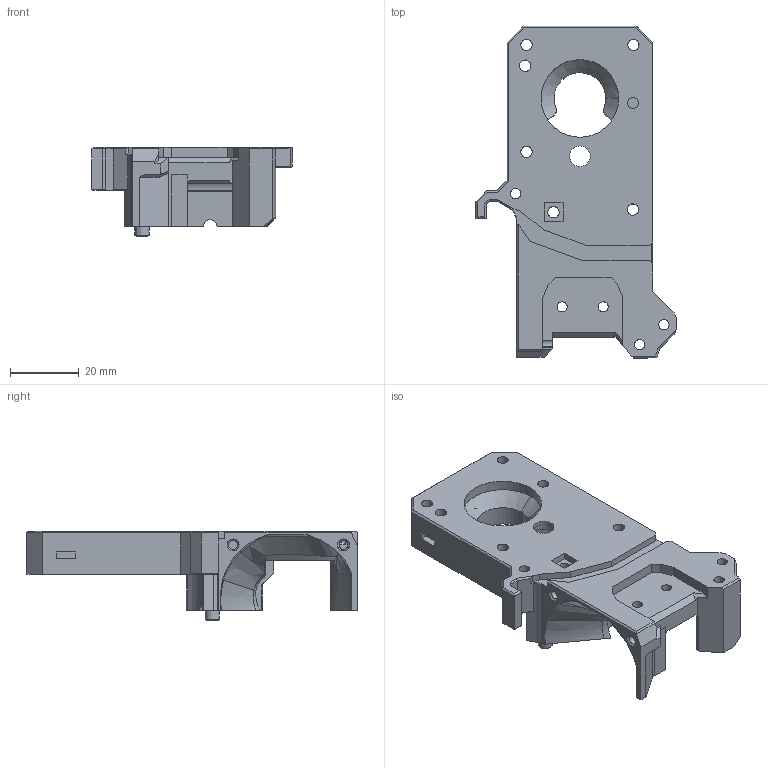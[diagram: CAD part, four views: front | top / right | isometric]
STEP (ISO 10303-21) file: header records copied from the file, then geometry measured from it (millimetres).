
FILE_DESCRIPTION(('HOOPS Exchange Step'),'2;1');
FILE_NAME('temp_export.step','2020-08-08T04:34:14-07:00',('mobile'),('Shapr3D Limited'),'HOOPS Exchange 2018.1','Shapr3D','Authorized');
FILE_SCHEMA( ('AP203_CONFIGURATION_CONTROLLED_3D_DESIGN_OF_MECHANICAL_PARTS_AND_ASSEMBLIES_MIM_LF') );
Length unit declared in the file: millimetre
Products named in the file (1): Imported1
Bounding box: 57.99 x 96.2 x 26 mm (x, y, z)
Volume: 34732.4 mm3; surface area: 16456.8 mm2
Topology: 1 solids, 1 shells, 336 faces, 938 edges, 603 vertices
Faces by surface type: plane 234, cylinder 59, bspline 28, cone 13, torus 2
Full cylindrical faces by diameter (mm): 0.1 x1, 2.4 x1, 2.5 x2, 2.9 x3, 3 x3, 3.2 x1, 3.3 x8, 4.1 x1, 6 x2, 8.08 x1, 11 x1, 22.5 x1
Entity records: 22053 total; most frequent: CARTESIAN_POINT 13630, ORIENTED_EDGE 1856, DIRECTION 1553, EDGE_CURVE 928, VECTOR 641, LINE 641, VERTEX_POINT 603, AXIS2_PLACEMENT_3D 456
